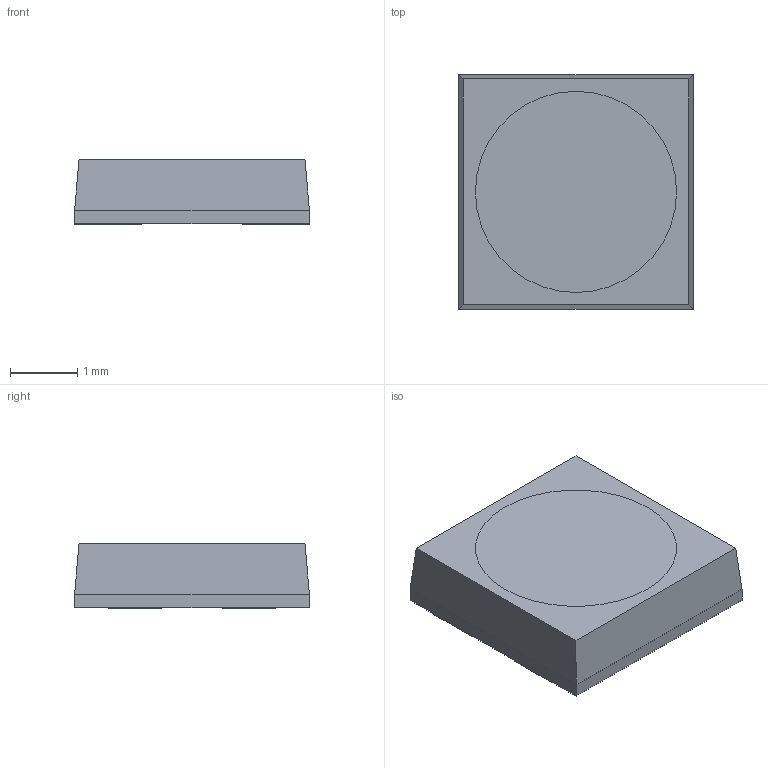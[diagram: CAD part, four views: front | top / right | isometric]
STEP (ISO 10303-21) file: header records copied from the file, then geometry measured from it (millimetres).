
FILE_DESCRIPTION(/* description */ (''),/* implementation_level */ '2;1');
FILE_NAME(/* name */ '3535 Led SK6812MINI.step',/* time_stamp */ '2018-12-20T13:41:15+00:00',/* author */ ('eric.n.tech'),/* organization */ (''),/* preprocessor_version */ 'ST-DEVELOPER v17.2',/* originating_system */ 'Autodesk Translation Framework v7.6.0.251',/* authorisation */ '');
FILE_SCHEMA (('AUTOMOTIVE_DESIGN { 1 0 10303 214 3 1 1 }'));
Length unit declared in the file: millimetre
Products named in the file (1): 3535 Led SK6812MINI
Bounding box: 3.5 x 3.5 x 0.96 mm (x, y, z)
Volume: 11.3 mm3; surface area: 71.6 mm2
Topology: 6 solids, 6 shells, 39 faces, 74 edges, 48 vertices
Faces by surface type: plane 37, cylinder 2
Full cylindrical faces by diameter (mm): 3 x2
Entity records: 1009 total; most frequent: CARTESIAN_POINT 162, DIRECTION 158, ORIENTED_EDGE 148, EDGE_CURVE 74, LINE 70, VECTOR 70, VERTEX_POINT 48, AXIS2_PLACEMENT_3D 44
